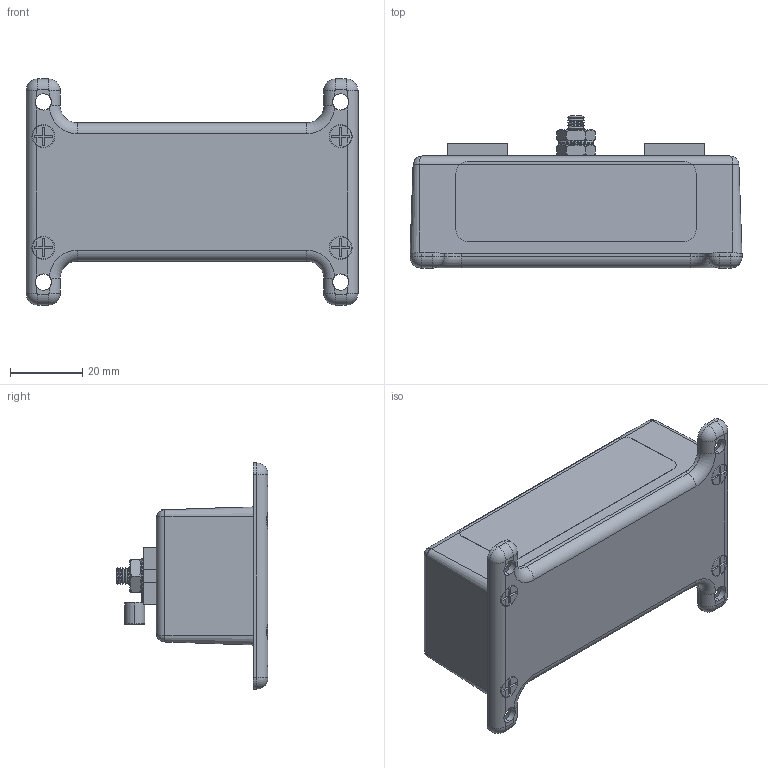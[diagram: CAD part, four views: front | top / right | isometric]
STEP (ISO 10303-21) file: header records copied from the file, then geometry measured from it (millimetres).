
FILE_DESCRIPTION (( 'STEP AP214' ), '1' );
FILE_NAME ('HGLN-CAT6AJ.STEP', '2019-01-08T14:52:36', ( '' ), ( '' ), 'SwSTEP 2.0', 'SolidWorks 2017', '' );
FILE_SCHEMA (( 'AUTOMOTIVE_DESIGN' ));
Length unit declared in the file: inch
Products named in the file (9): XFN-0003; HGLN-CAT6AJ; HGLN-CATx-MA1; X-ASSY-HYP296; XFW-0002; HGLN-CATx-MA2_MOVED CUTOUTS; XCT-0005; GENERIC_LABEL_BLANK; XMH-0016
Assembly tree (10 placements, depth 2):
  HGLN-CAT6AJ
    HGLN-CATx-MA1
    HGLN-CATx-MA2_MOVED CUTOUTS
    XFN-0003  x3
    XCT-0005
    X-ASSY-HYP296
    XFW-0002
    GENERIC_LABEL_BLANK
    XMH-0016
Bounding box: 92.2 x 42.16 x 62.79 mm (x, y, z)
Volume: 39467.8 mm3; surface area: 40823.9 mm2
Topology: 10 solids, 10 shells, 656 faces, 1644 edges, 1023 vertices
Faces by surface type: plane 283, cone 164, cylinder 160, torus 43, bspline 6
Entity records: 25478 total; most frequent: CARTESIAN_POINT 6144, DIRECTION 3212, ORIENTED_EDGE 3068, EDGE_CURVE 1534, AXIS2_PLACEMENT_3D 1145, VERTEX_POINT 963, LINE 922, VECTOR 922
